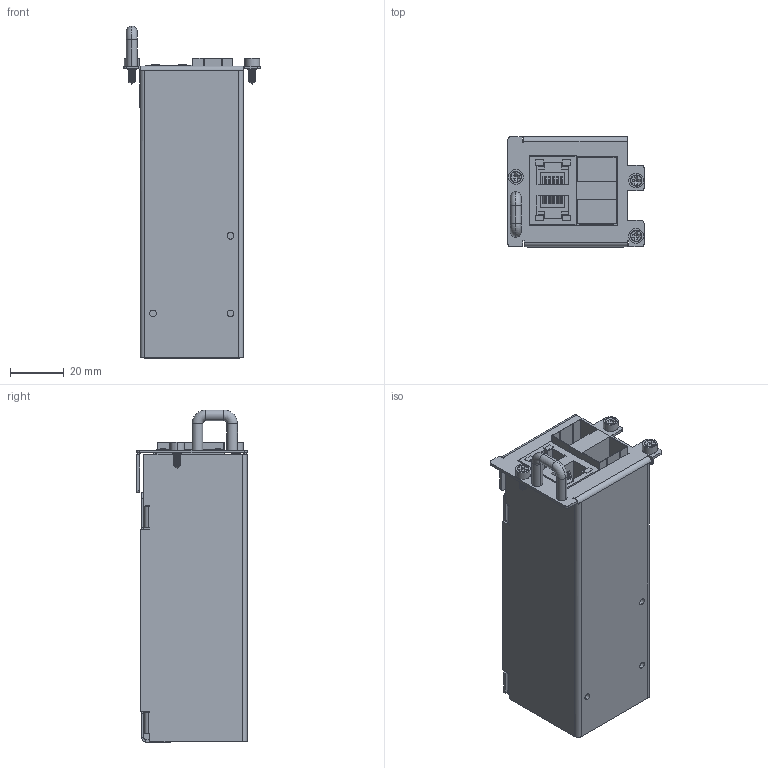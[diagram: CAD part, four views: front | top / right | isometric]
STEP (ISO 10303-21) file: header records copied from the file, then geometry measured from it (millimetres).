
FILE_DESCRIPTION((''),'2;1');
FILE_NAME('1U-4GX00_ASM','2023-11-07T16:46:01',('wangzixiong'),(''),'CREO PARAMETRIC BY PTC INC, 2021023','CREO PARAMETRIC BY PTC INC, 2021023','');
FILE_SCHEMA(('AUTOMOTIVE_DESIGN { 1 0 10303 214 1 1 1 1 }'));
Length unit declared in the file: millimetre
Products named in the file (9): 1U-4GX-0001; GPT1U0001; 1U0001; 1U0002; 0016; 0017; GPT000_ASM; 107022029-1X2RJ45; 1U-4GX00_ASM
Assembly tree (10 placements, depth 3):
  1U-4GX00_ASM
    1U-4GX-0001
    GPT1U0001
    1U0001
    1U0002
    GPT000_ASM  x3
      0016
      0017
    107022029-1X2RJ45
Bounding box: 50.8 x 41.1 x 124 mm (x, y, z)
Volume: 35678.5 mm3; surface area: 55035.6 mm2
Topology: 11 solids, 11 shells, 739 faces, 1889 edges, 1188 vertices
Faces by surface type: plane 463, cylinder 218, cone 30, bspline 24, torus 4
Entity records: 20239 total; most frequent: CARTESIAN_POINT 5618, ORIENTED_EDGE 2958, DIRECTION 2821, EDGE_CURVE 1479, VECTOR 1157, LINE 1157, VERTEX_POINT 944, AXIS2_PLACEMENT_3D 832
